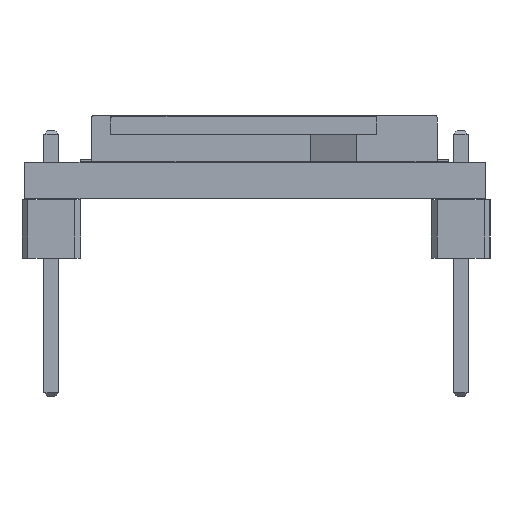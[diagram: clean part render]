
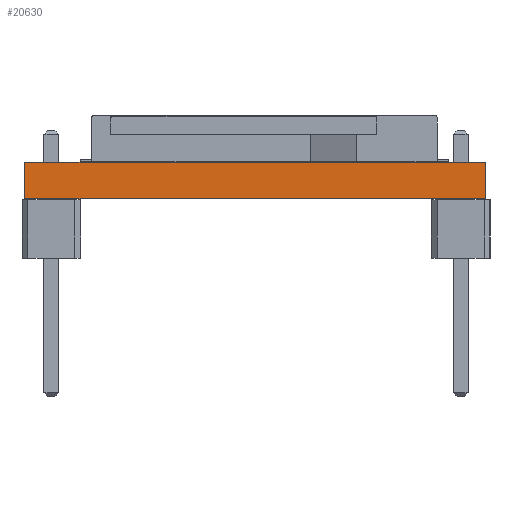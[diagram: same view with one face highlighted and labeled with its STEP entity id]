
A CAD part, front view. The second image highlights one B-rep face of the part: STEP entity #20630.
In plain terms, the highlighted planar face has unit normal (0, -1, 0).
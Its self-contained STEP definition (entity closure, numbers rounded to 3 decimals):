
#18298 = PLANE('',#18299);
#18299 = AXIS2_PLACEMENT_3D('',#18300,#18301,#18302);
#18300 = CARTESIAN_POINT('',(8.857,-8.729,1.58));
#18301 = DIRECTION('',(-0.,-0.,-1.));
#18302 = DIRECTION('',(-1.,0.,0.));
#18352 = PLANE('',#18353);
#18353 = AXIS2_PLACEMENT_3D('',#18354,#18355,#18356);
#18354 = CARTESIAN_POINT('',(8.857,-8.729,0.));
#18355 = DIRECTION('',(-0.,-0.,-1.));
#18356 = DIRECTION('',(-1.,0.,0.));
#18937 = VERTEX_POINT('',#18938);
#18938 = CARTESIAN_POINT('',(18.857,-18.857,0.));
#18952 = PLANE('',#18953);
#18953 = AXIS2_PLACEMENT_3D('',#18954,#18955,#18956);
#18954 = CARTESIAN_POINT('',(18.857,1.143,0.));
#18955 = DIRECTION('',(1.,0.,-0.));
#18956 = DIRECTION('',(0.,-1.,0.));
#18964 = EDGE_CURVE('',#18937,#18965,#18967,.T.);
#18965 = VERTEX_POINT('',#18966);
#18966 = CARTESIAN_POINT('',(-1.143,-18.857,0.));
#18967 = SURFACE_CURVE('',#18968,(#18972,#18979),.PCURVE_S1.);
#18968 = LINE('',#18969,#18970);
#18969 = CARTESIAN_POINT('',(18.857,-18.857,0.));
#18970 = VECTOR('',#18971,1.);
#18971 = DIRECTION('',(-1.,0.,0.));
#18972 = PCURVE('',#18352,#18973);
#18973 = DEFINITIONAL_REPRESENTATION('',(#18974),#18978);
#18974 = LINE('',#18975,#18976);
#18975 = CARTESIAN_POINT('',(-10.,-10.128));
#18976 = VECTOR('',#18977,1.);
#18977 = DIRECTION('',(1.,0.));
#18978 = ( GEOMETRIC_REPRESENTATION_CONTEXT(2) 
PARAMETRIC_REPRESENTATION_CONTEXT() REPRESENTATION_CONTEXT('2D SPACE',''
  ) );
#18979 = PCURVE('',#18980,#18985);
#18980 = PLANE('',#18981);
#18981 = AXIS2_PLACEMENT_3D('',#18982,#18983,#18984);
#18982 = CARTESIAN_POINT('',(18.857,-18.857,0.));
#18983 = DIRECTION('',(0.,-1.,0.));
#18984 = DIRECTION('',(-1.,0.,0.));
#18985 = DEFINITIONAL_REPRESENTATION('',(#18986),#18990);
#18986 = LINE('',#18987,#18988);
#18987 = CARTESIAN_POINT('',(0.,-0.));
#18988 = VECTOR('',#18989,1.);
#18989 = DIRECTION('',(1.,0.));
#18990 = ( GEOMETRIC_REPRESENTATION_CONTEXT(2) 
PARAMETRIC_REPRESENTATION_CONTEXT() REPRESENTATION_CONTEXT('2D SPACE',''
  ) );
#19008 = PLANE('',#19009);
#19009 = AXIS2_PLACEMENT_3D('',#19010,#19011,#19012);
#19010 = CARTESIAN_POINT('',(-1.143,-18.857,0.));
#19011 = DIRECTION('',(-1.,0.,0.));
#19012 = DIRECTION('',(0.,1.,0.));
#19953 = VERTEX_POINT('',#19954);
#19954 = CARTESIAN_POINT('',(18.857,-18.857,1.58));
#19975 = EDGE_CURVE('',#19953,#19976,#19978,.T.);
#19976 = VERTEX_POINT('',#19977);
#19977 = CARTESIAN_POINT('',(-1.143,-18.857,1.58));
#19978 = SURFACE_CURVE('',#19979,(#19983,#19990),.PCURVE_S1.);
#19979 = LINE('',#19980,#19981);
#19980 = CARTESIAN_POINT('',(18.857,-18.857,1.58));
#19981 = VECTOR('',#19982,1.);
#19982 = DIRECTION('',(-1.,0.,0.));
#19983 = PCURVE('',#18298,#19984);
#19984 = DEFINITIONAL_REPRESENTATION('',(#19985),#19989);
#19985 = LINE('',#19986,#19987);
#19986 = CARTESIAN_POINT('',(-10.,-10.128));
#19987 = VECTOR('',#19988,1.);
#19988 = DIRECTION('',(1.,0.));
#19989 = ( GEOMETRIC_REPRESENTATION_CONTEXT(2) 
PARAMETRIC_REPRESENTATION_CONTEXT() REPRESENTATION_CONTEXT('2D SPACE',''
  ) );
#19990 = PCURVE('',#18980,#19991);
#19991 = DEFINITIONAL_REPRESENTATION('',(#19992),#19996);
#19992 = LINE('',#19993,#19994);
#19993 = CARTESIAN_POINT('',(0.,-1.58));
#19994 = VECTOR('',#19995,1.);
#19995 = DIRECTION('',(1.,0.));
#19996 = ( GEOMETRIC_REPRESENTATION_CONTEXT(2) 
PARAMETRIC_REPRESENTATION_CONTEXT() REPRESENTATION_CONTEXT('2D SPACE',''
  ) );
#20580 = EDGE_CURVE('',#18965,#19976,#20581,.T.);
#20581 = SURFACE_CURVE('',#20582,(#20586,#20593),.PCURVE_S1.);
#20582 = LINE('',#20583,#20584);
#20583 = CARTESIAN_POINT('',(-1.143,-18.857,0.));
#20584 = VECTOR('',#20585,1.);
#20585 = DIRECTION('',(0.,0.,1.));
#20586 = PCURVE('',#19008,#20587);
#20587 = DEFINITIONAL_REPRESENTATION('',(#20588),#20592);
#20588 = LINE('',#20589,#20590);
#20589 = CARTESIAN_POINT('',(0.,0.));
#20590 = VECTOR('',#20591,1.);
#20591 = DIRECTION('',(0.,-1.));
#20592 = ( GEOMETRIC_REPRESENTATION_CONTEXT(2) 
PARAMETRIC_REPRESENTATION_CONTEXT() REPRESENTATION_CONTEXT('2D SPACE',''
  ) );
#20593 = PCURVE('',#18980,#20594);
#20594 = DEFINITIONAL_REPRESENTATION('',(#20595),#20599);
#20595 = LINE('',#20596,#20597);
#20596 = CARTESIAN_POINT('',(20.,0.));
#20597 = VECTOR('',#20598,1.);
#20598 = DIRECTION('',(0.,-1.));
#20599 = ( GEOMETRIC_REPRESENTATION_CONTEXT(2) 
PARAMETRIC_REPRESENTATION_CONTEXT() REPRESENTATION_CONTEXT('2D SPACE',''
  ) );
#20630 = ADVANCED_FACE('',(#20631),#18980,.T.);
#20631 = FACE_BOUND('',#20632,.T.);
#20632 = EDGE_LOOP('',(#20633,#20654,#20655,#20656));
#20633 = ORIENTED_EDGE('',*,*,#20634,.T.);
#20634 = EDGE_CURVE('',#18937,#19953,#20635,.T.);
#20635 = SURFACE_CURVE('',#20636,(#20640,#20647),.PCURVE_S1.);
#20636 = LINE('',#20637,#20638);
#20637 = CARTESIAN_POINT('',(18.857,-18.857,0.));
#20638 = VECTOR('',#20639,1.);
#20639 = DIRECTION('',(0.,0.,1.));
#20640 = PCURVE('',#18980,#20641);
#20641 = DEFINITIONAL_REPRESENTATION('',(#20642),#20646);
#20642 = LINE('',#20643,#20644);
#20643 = CARTESIAN_POINT('',(0.,-0.));
#20644 = VECTOR('',#20645,1.);
#20645 = DIRECTION('',(0.,-1.));
#20646 = ( GEOMETRIC_REPRESENTATION_CONTEXT(2) 
PARAMETRIC_REPRESENTATION_CONTEXT() REPRESENTATION_CONTEXT('2D SPACE',''
  ) );
#20647 = PCURVE('',#18952,#20648);
#20648 = DEFINITIONAL_REPRESENTATION('',(#20649),#20653);
#20649 = LINE('',#20650,#20651);
#20650 = CARTESIAN_POINT('',(20.,0.));
#20651 = VECTOR('',#20652,1.);
#20652 = DIRECTION('',(0.,-1.));
#20653 = ( GEOMETRIC_REPRESENTATION_CONTEXT(2) 
PARAMETRIC_REPRESENTATION_CONTEXT() REPRESENTATION_CONTEXT('2D SPACE',''
  ) );
#20654 = ORIENTED_EDGE('',*,*,#19975,.T.);
#20655 = ORIENTED_EDGE('',*,*,#20580,.F.);
#20656 = ORIENTED_EDGE('',*,*,#18964,.F.);
